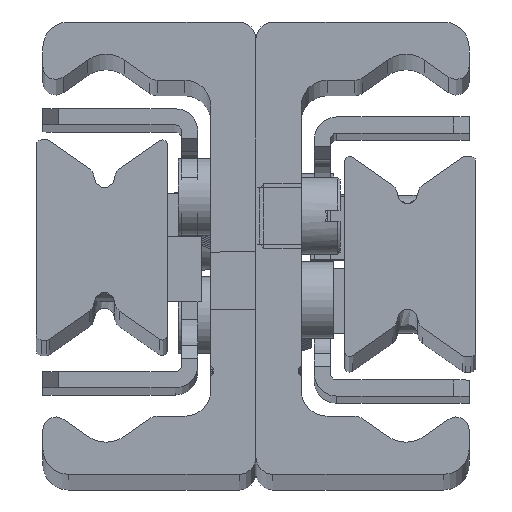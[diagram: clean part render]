
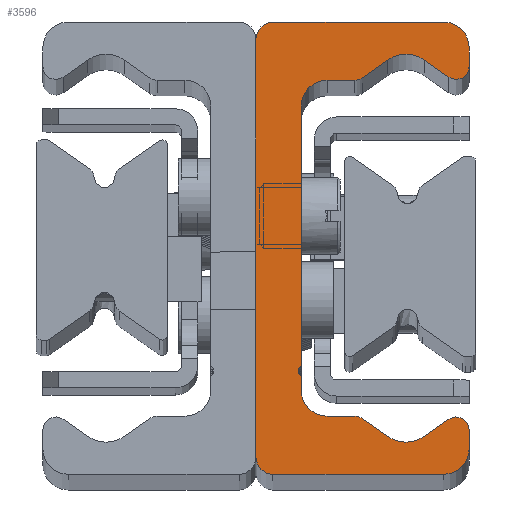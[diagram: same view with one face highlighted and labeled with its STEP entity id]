
A CAD part, top view. The second image highlights one B-rep face of the part: STEP entity #3596.
In plain terms, the highlighted planar face has unit normal (0, 0, 1).
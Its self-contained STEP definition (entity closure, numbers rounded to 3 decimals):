
#1235=CARTESIAN_POINT('',(3.5,11.0,690.0));
#1236=VERTEX_POINT('',#1235);
#1243=CARTESIAN_POINT('',(3.5,-9.067,690.0));
#1244=VERTEX_POINT('',#1243);
#1245=CARTESIAN_POINT('',(3.5,11.0,690.0));
#1246=DIRECTION('',(0.0,-1.0,0.0));
#1247=VECTOR('',#1246,20.067);
#1248=LINE('',#1245,#1247);
#1249=EDGE_CURVE('',#1236,#1244,#1248,.T.);
#1631=CARTESIAN_POINT('',(3.5,-9.933,690.0));
#1632=VERTEX_POINT('',#1631);
#1633=CARTESIAN_POINT('',(3.75,-9.5,690.0));
#1634=DIRECTION('',(0.0,0.0,1.0));
#1635=DIRECTION('',(-0.5,0.866,0.0));
#1636=AXIS2_PLACEMENT_3D('',#1633,#1634,#1635);
#1637=CIRCLE('',#1636,0.5);
#1638=EDGE_CURVE('',#1244,#1632,#1637,.T.);
#2746=CARTESIAN_POINT('',(0.0,16.2,690.0));
#2747=VERTEX_POINT('',#2746);
#2748=CARTESIAN_POINT('',(1.3,17.5,690.0));
#2749=VERTEX_POINT('',#2748);
#2750=CARTESIAN_POINT('',(1.3,16.2,690.0));
#2751=DIRECTION('',(0.0,0.0,-1.0));
#2752=DIRECTION('',(0.0,-1.0,0.0));
#2753=AXIS2_PLACEMENT_3D('',#2750,#2751,#2752);
#2754=CIRCLE('',#2753,1.3);
#2755=EDGE_CURVE('',#2747,#2749,#2754,.T.);
#2788=CARTESIAN_POINT('',(14.5,17.5,690.0));
#2789=VERTEX_POINT('',#2788);
#2790=CARTESIAN_POINT('',(1.3,17.5,690.0));
#2791=DIRECTION('',(1.0,0.0,0.0));
#2792=VECTOR('',#2791,13.2);
#2793=LINE('',#2790,#2792);
#2794=EDGE_CURVE('',#2749,#2789,#2793,.T.);
#2819=CARTESIAN_POINT('',(16.5,15.5,690.0));
#2820=VERTEX_POINT('',#2819);
#2821=CARTESIAN_POINT('',(14.5,15.5,690.0));
#2822=DIRECTION('',(0.0,0.0,-1.0));
#2823=DIRECTION('',(-1.0,0.0,0.0));
#2824=AXIS2_PLACEMENT_3D('',#2821,#2822,#2823);
#2825=CIRCLE('',#2824,2.);
#2826=EDGE_CURVE('',#2789,#2820,#2825,.T.);
#2852=CARTESIAN_POINT('',(16.5,14.042,690.0));
#2853=VERTEX_POINT('',#2852);
#2854=CARTESIAN_POINT('',(16.5,15.5,690.0));
#2855=DIRECTION('',(0.0,-1.0,0.0));
#2856=VECTOR('',#2855,1.458);
#2857=LINE('',#2854,#2856);
#2858=EDGE_CURVE('',#2820,#2853,#2857,.T.);
#2883=CARTESIAN_POINT('',(14.926,13.223,690.0));
#2884=VERTEX_POINT('',#2883);
#2885=CARTESIAN_POINT('',(15.5,14.042,690.0));
#2886=DIRECTION('',(0.0,0.0,-1.));
#2887=DIRECTION('',(0.574,0.819,0.0));
#2888=AXIS2_PLACEMENT_3D('',#2885,#2886,#2887);
#2889=CIRCLE('',#2888,1.);
#2890=EDGE_CURVE('',#2853,#2884,#2889,.T.);
#2916=CARTESIAN_POINT('',(13.034,14.548,690.0));
#2917=VERTEX_POINT('',#2916);
#2918=CARTESIAN_POINT('',(14.926,13.223,690.0));
#2919=DIRECTION('',(-0.819,0.574,0.0));
#2920=VECTOR('',#2919,2.31);
#2921=LINE('',#2918,#2920);
#2922=EDGE_CURVE('',#2884,#2917,#2921,.T.);
#2947=CARTESIAN_POINT('',(10.166,14.548,690.0));
#2948=VERTEX_POINT('',#2947);
#2949=CARTESIAN_POINT('',(11.6,12.5,690.0));
#2950=DIRECTION('',(0.0,0.0,1.0));
#2951=DIRECTION('',(0.574,0.819,0.0));
#2952=AXIS2_PLACEMENT_3D('',#2949,#2950,#2951);
#2953=CIRCLE('',#2952,2.5);
#2954=EDGE_CURVE('',#2917,#2948,#2953,.T.);
#2980=CARTESIAN_POINT('',(8.214,13.181,690.0));
#2981=VERTEX_POINT('',#2980);
#2982=CARTESIAN_POINT('',(10.166,14.548,690.0));
#2983=DIRECTION('',(-0.819,-0.574,0.0));
#2984=VECTOR('',#2983,2.383);
#2985=LINE('',#2982,#2984);
#2986=EDGE_CURVE('',#2948,#2981,#2985,.T.);
#3011=CARTESIAN_POINT('',(7.64,13.0,690.0));
#3012=VERTEX_POINT('',#3011);
#3013=CARTESIAN_POINT('',(7.64,14.,690.0));
#3014=DIRECTION('',(0.0,0.0,-1.0));
#3015=DIRECTION('',(0.0,1.0,0.0));
#3016=AXIS2_PLACEMENT_3D('',#3013,#3014,#3015);
#3017=CIRCLE('',#3016,1.);
#3018=EDGE_CURVE('',#2981,#3012,#3017,.T.);
#3044=CARTESIAN_POINT('',(5.5,13.0,690.0));
#3045=VERTEX_POINT('',#3044);
#3046=CARTESIAN_POINT('',(7.64,13.0,690.0));
#3047=DIRECTION('',(-1.0,0.0,0.0));
#3048=VECTOR('',#3047,2.14);
#3049=LINE('',#3046,#3048);
#3050=EDGE_CURVE('',#3012,#3045,#3049,.T.);
#3075=CARTESIAN_POINT('',(5.5,11.0,690.0));
#3076=DIRECTION('',(0.0,0.0,1.0));
#3077=DIRECTION('',(0.0,1.0,0.0));
#3078=AXIS2_PLACEMENT_3D('',#3075,#3076,#3077);
#3079=CIRCLE('',#3078,2.0);
#3080=EDGE_CURVE('',#3045,#1236,#3079,.T.);
#3099=CARTESIAN_POINT('',(3.5,-11.0,690.0));
#3100=VERTEX_POINT('',#3099);
#3101=CARTESIAN_POINT('',(3.5,-9.933,690.0));
#3102=DIRECTION('',(0.0,-1.0,0.0));
#3103=VECTOR('',#3102,1.067);
#3104=LINE('',#3101,#3103);
#3105=EDGE_CURVE('',#1632,#3100,#3104,.T.);
#3130=CARTESIAN_POINT('',(5.5,-13.0,690.0));
#3131=VERTEX_POINT('',#3130);
#3132=CARTESIAN_POINT('',(5.5,-11.0,690.0));
#3133=DIRECTION('',(0.0,0.0,1.0));
#3134=DIRECTION('',(-1.0,0.0,0.0));
#3135=AXIS2_PLACEMENT_3D('',#3132,#3133,#3134);
#3136=CIRCLE('',#3135,2.0);
#3137=EDGE_CURVE('',#3100,#3131,#3136,.T.);
#3163=CARTESIAN_POINT('',(7.64,-13.0,690.0));
#3164=VERTEX_POINT('',#3163);
#3165=CARTESIAN_POINT('',(5.5,-13.0,690.0));
#3166=DIRECTION('',(1.0,0.0,0.0));
#3167=VECTOR('',#3166,2.14);
#3168=LINE('',#3165,#3167);
#3169=EDGE_CURVE('',#3131,#3164,#3168,.T.);
#3194=CARTESIAN_POINT('',(8.214,-13.181,690.0));
#3195=VERTEX_POINT('',#3194);
#3196=CARTESIAN_POINT('',(7.64,-14.0,690.0));
#3197=DIRECTION('',(0.0,0.0,-1.0));
#3198=DIRECTION('',(-0.574,-0.819,0.0));
#3199=AXIS2_PLACEMENT_3D('',#3196,#3197,#3198);
#3200=CIRCLE('',#3199,1.);
#3201=EDGE_CURVE('',#3164,#3195,#3200,.T.);
#3227=CARTESIAN_POINT('',(10.166,-14.548,690.0));
#3228=VERTEX_POINT('',#3227);
#3229=CARTESIAN_POINT('',(8.214,-13.181,690.0));
#3230=DIRECTION('',(0.819,-0.574,0.0));
#3231=VECTOR('',#3230,2.383);
#3232=LINE('',#3229,#3231);
#3233=EDGE_CURVE('',#3195,#3228,#3232,.T.);
#3258=CARTESIAN_POINT('',(13.034,-14.548,690.0));
#3259=VERTEX_POINT('',#3258);
#3260=CARTESIAN_POINT('',(11.6,-12.5,690.0));
#3261=DIRECTION('',(0.0,0.0,1.));
#3262=DIRECTION('',(-0.574,-0.819,0.0));
#3263=AXIS2_PLACEMENT_3D('',#3260,#3261,#3262);
#3264=CIRCLE('',#3263,2.5);
#3265=EDGE_CURVE('',#3228,#3259,#3264,.T.);
#3291=CARTESIAN_POINT('',(14.926,-13.223,690.0));
#3292=VERTEX_POINT('',#3291);
#3293=CARTESIAN_POINT('',(13.034,-14.548,690.0));
#3294=DIRECTION('',(0.819,0.574,0.0));
#3295=VECTOR('',#3294,2.31);
#3296=LINE('',#3293,#3295);
#3297=EDGE_CURVE('',#3259,#3292,#3296,.T.);
#3322=CARTESIAN_POINT('',(16.5,-14.042,690.0));
#3323=VERTEX_POINT('',#3322);
#3324=CARTESIAN_POINT('',(15.5,-14.042,690.0));
#3325=DIRECTION('',(0.0,0.0,-1.0));
#3326=DIRECTION('',(-1.0,0.0,0.0));
#3327=AXIS2_PLACEMENT_3D('',#3324,#3325,#3326);
#3328=CIRCLE('',#3327,1.);
#3329=EDGE_CURVE('',#3292,#3323,#3328,.T.);
#3355=CARTESIAN_POINT('',(16.5,-15.5,690.0));
#3356=VERTEX_POINT('',#3355);
#3357=CARTESIAN_POINT('',(16.5,-14.042,690.0));
#3358=DIRECTION('',(0.0,-1.0,0.0));
#3359=VECTOR('',#3358,1.458);
#3360=LINE('',#3357,#3359);
#3361=EDGE_CURVE('',#3323,#3356,#3360,.T.);
#3386=CARTESIAN_POINT('',(14.5,-17.5,690.0));
#3387=VERTEX_POINT('',#3386);
#3388=CARTESIAN_POINT('',(14.5,-15.5,690.0));
#3389=DIRECTION('',(0.0,0.0,-1.0));
#3390=DIRECTION('',(0.0,1.0,0.0));
#3391=AXIS2_PLACEMENT_3D('',#3388,#3389,#3390);
#3392=CIRCLE('',#3391,2.);
#3393=EDGE_CURVE('',#3356,#3387,#3392,.T.);
#3419=CARTESIAN_POINT('',(1.3,-17.5,690.0));
#3420=VERTEX_POINT('',#3419);
#3421=CARTESIAN_POINT('',(14.5,-17.5,690.0));
#3422=DIRECTION('',(-1.0,0.0,0.0));
#3423=VECTOR('',#3422,13.2);
#3424=LINE('',#3421,#3423);
#3425=EDGE_CURVE('',#3387,#3420,#3424,.T.);
#3450=CARTESIAN_POINT('',(0.0,-16.2,690.0));
#3451=VERTEX_POINT('',#3450);
#3452=CARTESIAN_POINT('',(1.3,-16.2,690.0));
#3453=DIRECTION('',(0.0,0.0,-1.0));
#3454=DIRECTION('',(1.0,0.0,0.0));
#3455=AXIS2_PLACEMENT_3D('',#3452,#3453,#3454);
#3456=CIRCLE('',#3455,1.3);
#3457=EDGE_CURVE('',#3420,#3451,#3456,.T.);
#3483=CARTESIAN_POINT('',(0.0,-16.2,690.0));
#3484=DIRECTION('',(0.0,1.0,0.0));
#3485=VECTOR('',#3484,32.4);
#3486=LINE('',#3483,#3485);
#3487=EDGE_CURVE('',#3451,#2747,#3486,.T.);
#3563=CARTESIAN_POINT('',(5.942,-0.014,690.0));
#3564=DIRECTION('',(0.0,0.0,1.0));
#3565=DIRECTION('',(1.0,0.0,0.0));
#3566=AXIS2_PLACEMENT_3D('',#3563,#3564,#3565);
#3567=PLANE('',#3566);
#3568=ORIENTED_EDGE('',*,*,#2755,.F.);
#3569=ORIENTED_EDGE('',*,*,#3487,.F.);
#3570=ORIENTED_EDGE('',*,*,#3457,.F.);
#3571=ORIENTED_EDGE('',*,*,#3425,.F.);
#3572=ORIENTED_EDGE('',*,*,#3393,.F.);
#3573=ORIENTED_EDGE('',*,*,#3361,.F.);
#3574=ORIENTED_EDGE('',*,*,#3329,.F.);
#3575=ORIENTED_EDGE('',*,*,#3297,.F.);
#3576=ORIENTED_EDGE('',*,*,#3265,.F.);
#3577=ORIENTED_EDGE('',*,*,#3233,.F.);
#3578=ORIENTED_EDGE('',*,*,#3201,.F.);
#3579=ORIENTED_EDGE('',*,*,#3169,.F.);
#3580=ORIENTED_EDGE('',*,*,#3137,.F.);
#3581=ORIENTED_EDGE('',*,*,#3105,.F.);
#3582=ORIENTED_EDGE('',*,*,#1638,.F.);
#3583=ORIENTED_EDGE('',*,*,#1249,.F.);
#3584=ORIENTED_EDGE('',*,*,#3080,.F.);
#3585=ORIENTED_EDGE('',*,*,#3050,.F.);
#3586=ORIENTED_EDGE('',*,*,#3018,.F.);
#3587=ORIENTED_EDGE('',*,*,#2986,.F.);
#3588=ORIENTED_EDGE('',*,*,#2954,.F.);
#3589=ORIENTED_EDGE('',*,*,#2922,.F.);
#3590=ORIENTED_EDGE('',*,*,#2890,.F.);
#3591=ORIENTED_EDGE('',*,*,#2858,.F.);
#3592=ORIENTED_EDGE('',*,*,#2826,.F.);
#3593=ORIENTED_EDGE('',*,*,#2794,.F.);
#3594=EDGE_LOOP('',(#3568,#3569,#3570,#3571,#3572,#3573,#3574,#3575,#3576,#3577,#3578,#3579,#3580,#3581,#3582,#3583,#3584,#3585,#3586,#3587,#3588,#3589,#3590,#3591,#3592,#3593));
#3595=FACE_OUTER_BOUND('',#3594,.T.);
#3596=ADVANCED_FACE('',(#3595),#3567,.T.);
